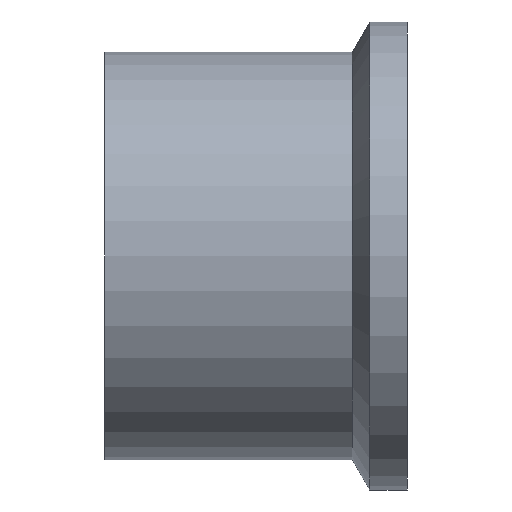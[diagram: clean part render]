
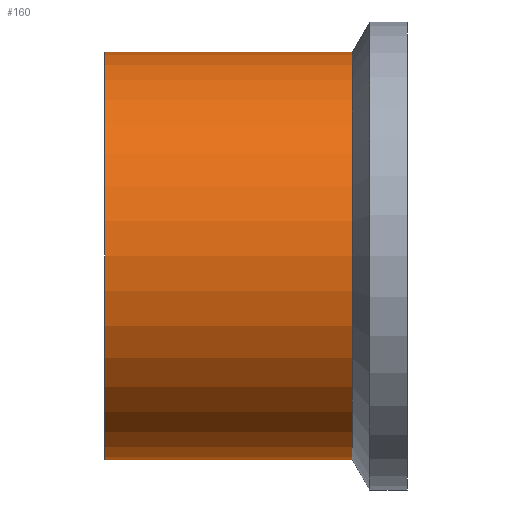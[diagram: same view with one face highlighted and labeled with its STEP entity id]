
A CAD part, front view. The second image highlights one B-rep face of the part: STEP entity #160.
In plain terms, the highlighted cylindrical face has radius 13.45 mm (diameter 26.9 mm), a partial arc.
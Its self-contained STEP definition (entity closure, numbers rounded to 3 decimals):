
#1 = VERTEX_POINT ( 'NONE', #224 ) ;
#2 = EDGE_CURVE ( 'NONE', #199, #424, #260, .T. ) ;
#9 = VECTOR ( 'NONE', #291, 1000. ) ;
#15 = DIRECTION ( 'NONE',  ( -1., 0., 0. ) ) ;
#17 = CARTESIAN_POINT ( 'NONE',  ( -160.192, 0., 0. ) ) ;
#24 = ORIENTED_EDGE ( 'NONE', *, *, #153, .T. ) ;
#47 = CARTESIAN_POINT ( 'NONE',  ( -3.655, 0., -13.45 ) ) ;
#81 = CARTESIAN_POINT ( 'NONE',  ( -3.655, 0., 13.45 ) ) ;
#94 = DIRECTION ( 'NONE',  ( -1., 0., 0. ) ) ;
#97 = DIRECTION ( 'NONE',  ( 0., 0., 1. ) ) ;
#110 = CARTESIAN_POINT ( 'NONE',  ( -20., 0., -13.45 ) ) ;
#123 = ORIENTED_EDGE ( 'NONE', *, *, #232, .F. ) ;
#130 = ORIENTED_EDGE ( 'NONE', *, *, #326, .F. ) ;
#141 = CYLINDRICAL_SURFACE ( 'NONE', #198, 13.45 ) ;
#145 = DIRECTION ( 'NONE',  ( 0., 0., 1. ) ) ;
#153 = EDGE_CURVE ( 'NONE', #424, #1, #342, .T. ) ;
#160 = ADVANCED_FACE ( 'NONE', ( #181 ), #141, .T. ) ;
#167 = VERTEX_POINT ( 'NONE', #110 ) ;
#181 = FACE_OUTER_BOUND ( 'NONE', #287, .T. ) ;
#189 = CARTESIAN_POINT ( 'NONE',  ( -3.655, 0., 0. ) ) ;
#190 = CARTESIAN_POINT ( 'NONE',  ( -160.192, 0., -13.45 ) ) ;
#196 = ORIENTED_EDGE ( 'NONE', *, *, #2, .T. ) ;
#198 = AXIS2_PLACEMENT_3D ( 'NONE', #17, #15, #145 ) ;
#199 = VERTEX_POINT ( 'NONE', #47 ) ;
#217 = AXIS2_PLACEMENT_3D ( 'NONE', #189, #263, #353 ) ;
#224 = CARTESIAN_POINT ( 'NONE',  ( -20., 0., 13.45 ) ) ;
#230 = CIRCLE ( 'NONE', #408, 13.45 ) ;
#232 = EDGE_CURVE ( 'NONE', #199, #167, #247, .T. ) ;
#247 = LINE ( 'NONE', #190, #9 ) ;
#249 = CARTESIAN_POINT ( 'NONE',  ( -160.192, 0., 13.45 ) ) ;
#260 = CIRCLE ( 'NONE', #217, 13.45 ) ;
#263 = DIRECTION ( 'NONE',  ( -1., 0., 0. ) ) ;
#276 = VECTOR ( 'NONE', #385, 1000. ) ;
#287 = EDGE_LOOP ( 'NONE', ( #123, #196, #24, #130 ) ) ;
#291 = DIRECTION ( 'NONE',  ( -1., 0., 0. ) ) ;
#326 = EDGE_CURVE ( 'NONE', #167, #1, #230, .T. ) ;
#342 = LINE ( 'NONE', #249, #276 ) ;
#353 = DIRECTION ( 'NONE',  ( 0., 0., 1. ) ) ;
#385 = DIRECTION ( 'NONE',  ( -1., 0., 0. ) ) ;
#408 = AXIS2_PLACEMENT_3D ( 'NONE', #425, #94, #97 ) ;
#424 = VERTEX_POINT ( 'NONE', #81 ) ;
#425 = CARTESIAN_POINT ( 'NONE',  ( -20., 0., 0. ) ) ;
